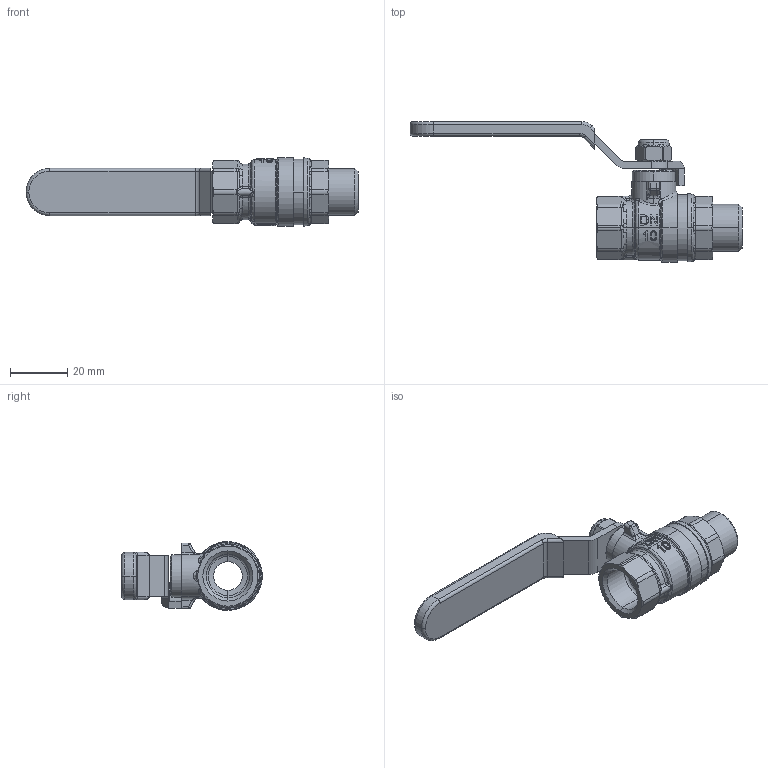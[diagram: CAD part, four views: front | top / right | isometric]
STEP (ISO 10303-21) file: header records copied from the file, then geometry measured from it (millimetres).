
FILE_DESCRIPTION (( 'STEP AP203' ), '1' );
FILE_NAME ('0812N403-surface.step', '2011-09-01T15:07:22', ( ' ' ), ( '' ), 'SwSTEP 2.0', 'SolidWorks 2011', '' );
FILE_SCHEMA (( 'CONFIG_CONTROL_DESIGN' ));
Length unit declared in the file: millimetre
Products named in the file (1): 0812N403-surface
Bounding box: 115.78 x 49.05 x 24 mm (x, y, z)
Surface area: 10918.8 mm2 (no closed solid volume)
Topology: 0 solids, 18 shells, 506 faces, 1553 edges, 1048 vertices
Faces by surface type: bspline 132, plane 129, cylinder 122, cone 65, torus 41, sphere 17
Entity records: 21585 total; most frequent: CARTESIAN_POINT 9063, ORIENTED_EDGE 2661, DIRECTION 2263, EDGE_CURVE 1530, VERTEX_POINT 1048, AXIS2_PLACEMENT_3D 801, LINE 661, VECTOR 661
